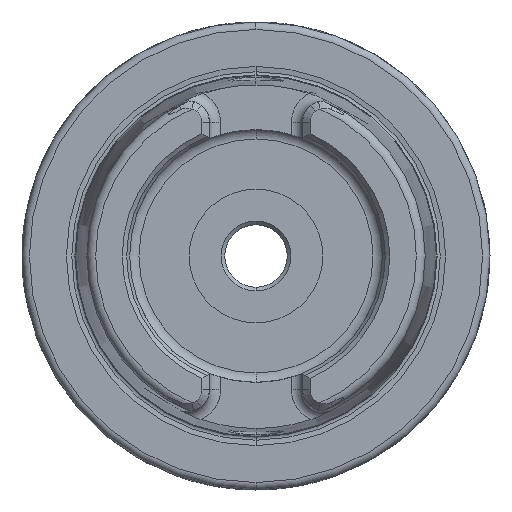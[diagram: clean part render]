
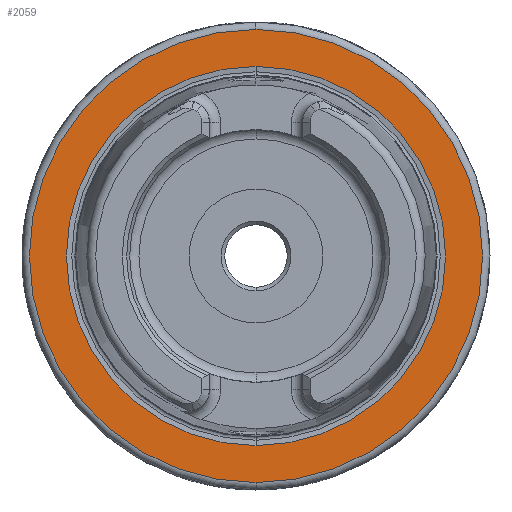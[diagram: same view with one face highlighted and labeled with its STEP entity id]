
A CAD part, left-side view. The second image highlights one B-rep face of the part: STEP entity #2059.
In plain terms, the highlighted planar face has unit normal (-1, 0, 0).
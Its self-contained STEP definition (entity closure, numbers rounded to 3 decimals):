
#35 = CARTESIAN_POINT ( 'NONE',  ( -64., 0., -25.521 ) ) ;
#169 = VERTEX_POINT ( 'NONE', #35 ) ;
#417 = CARTESIAN_POINT ( 'NONE',  ( -64., 0., 25.521 ) ) ;
#538 = CARTESIAN_POINT ( 'NONE',  ( -64., 0., 0. ) ) ;
#961 = CIRCLE ( 'NONE', #3961, 30.5 ) ;
#1197 = DIRECTION ( 'NONE',  ( 0., 0., -1. ) ) ;
#1270 = EDGE_CURVE ( 'NONE', #7279, #4797, #961, .T. ) ;
#1787 = CARTESIAN_POINT ( 'NONE',  ( -64., 0., -30.5 ) ) ;
#1842 = PLANE ( 'NONE',  #1906 ) ;
#1906 = AXIS2_PLACEMENT_3D ( 'NONE', #4817, #4220, #2441 ) ;
#2059 = ADVANCED_FACE ( 'NONE', ( #6762, #6669 ), #1842, .F. ) ;
#2311 = DIRECTION ( 'NONE',  ( -1., 0., 0. ) ) ;
#2319 = AXIS2_PLACEMENT_3D ( 'NONE', #6194, #2704, #6771 ) ;
#2441 = DIRECTION ( 'NONE',  ( 0., 0., -1. ) ) ;
#2476 = DIRECTION ( 'NONE',  ( -1., 0., 0. ) ) ;
#2585 = CIRCLE ( 'NONE', #6801, 30.5 ) ;
#2704 = DIRECTION ( 'NONE',  ( 1., 0., 0. ) ) ;
#3391 = EDGE_LOOP ( 'NONE', ( #4067, #5147 ) ) ;
#3470 = EDGE_CURVE ( 'NONE', #4797, #7279, #2585, .T. ) ;
#3961 = AXIS2_PLACEMENT_3D ( 'NONE', #5811, #2311, #6398 ) ;
#3999 = EDGE_LOOP ( 'NONE', ( #4192, #6073 ) ) ;
#4067 = ORIENTED_EDGE ( 'NONE', *, *, #1270, .T. ) ;
#4192 = ORIENTED_EDGE ( 'NONE', *, *, #4539, .T. ) ;
#4220 = DIRECTION ( 'NONE',  ( 1., 0., 0. ) ) ;
#4350 = EDGE_CURVE ( 'NONE', #169, #6713, #7714, .T. ) ;
#4539 = EDGE_CURVE ( 'NONE', #6713, #169, #7094, .T. ) ;
#4790 = DIRECTION ( 'NONE',  ( 1., 0., 0. ) ) ;
#4797 = VERTEX_POINT ( 'NONE', #6461 ) ;
#4817 = CARTESIAN_POINT ( 'NONE',  ( -64., 31.5, 0. ) ) ;
#5147 = ORIENTED_EDGE ( 'NONE', *, *, #3470, .T. ) ;
#5231 = AXIS2_PLACEMENT_3D ( 'NONE', #538, #4790, #1197 ) ;
#5811 = CARTESIAN_POINT ( 'NONE',  ( -64., 0., 0. ) ) ;
#5967 = CARTESIAN_POINT ( 'NONE',  ( -64., 0., 0. ) ) ;
#6073 = ORIENTED_EDGE ( 'NONE', *, *, #4350, .T. ) ;
#6194 = CARTESIAN_POINT ( 'NONE',  ( -64., 0., 0. ) ) ;
#6398 = DIRECTION ( 'NONE',  ( 0., 0., -1. ) ) ;
#6461 = CARTESIAN_POINT ( 'NONE',  ( -64., 0., 30.5 ) ) ;
#6542 = DIRECTION ( 'NONE',  ( 0., 0., -1. ) ) ;
#6669 = FACE_BOUND ( 'NONE', #3999, .T. ) ;
#6713 = VERTEX_POINT ( 'NONE', #417 ) ;
#6762 = FACE_OUTER_BOUND ( 'NONE', #3391, .T. ) ;
#6771 = DIRECTION ( 'NONE',  ( 0., 0., -1. ) ) ;
#6801 = AXIS2_PLACEMENT_3D ( 'NONE', #5967, #2476, #6542 ) ;
#7094 = CIRCLE ( 'NONE', #2319, 25.521 ) ;
#7279 = VERTEX_POINT ( 'NONE', #1787 ) ;
#7714 = CIRCLE ( 'NONE', #5231, 25.521 ) ;
